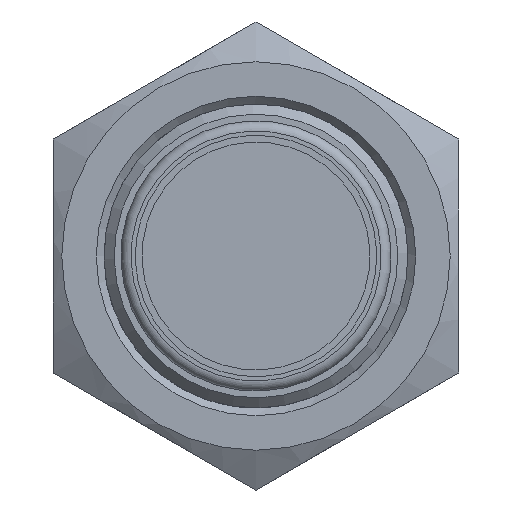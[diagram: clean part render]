
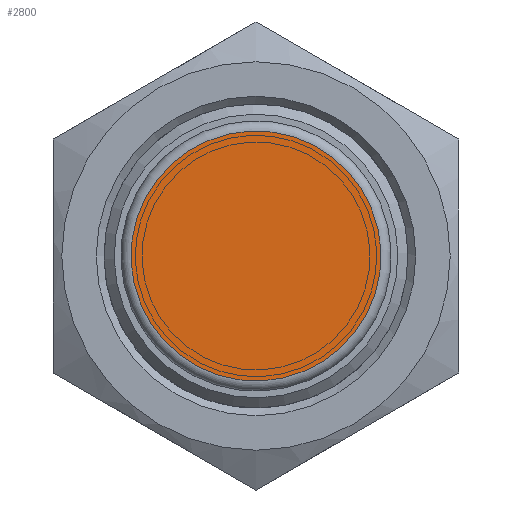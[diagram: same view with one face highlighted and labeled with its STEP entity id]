
A CAD part, left-side view. The second image highlights one B-rep face of the part: STEP entity #2800.
In plain terms, the highlighted planar face has unit normal (-1, 0, 0).
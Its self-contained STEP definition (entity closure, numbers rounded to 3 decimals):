
#549=FACE_OUTER_BOUND('',#697,.T.);
#697=EDGE_LOOP('',(#1798));
#877=CIRCLE('',#2974,7.4);
#1050=VERTEX_POINT('',#4134);
#1334=EDGE_CURVE('',#1050,#1050,#877,.T.);
#1798=ORIENTED_EDGE('',*,*,#1334,.F.);
#2567=PLANE('',#2998);
#2800=ADVANCED_FACE('',(#549),#2567,.T.);
#2974=AXIS2_PLACEMENT_3D('',#4136,#3326,#3327);
#2998=AXIS2_PLACEMENT_3D('',#4184,#3379,#3380);
#3326=DIRECTION('center_axis',(1.,0.,0.));
#3327=DIRECTION('ref_axis',(0.,0.976,-0.219));
#3379=DIRECTION('center_axis',(-1.,0.,0.));
#3380=DIRECTION('ref_axis',(0.,-0.976,0.219));
#4134=CARTESIAN_POINT('',(-8.,-7.221,1.619));
#4136=CARTESIAN_POINT('Origin',(-8.,0.,0.));
#4184=CARTESIAN_POINT('Origin',(-8.,7.221,-1.619));
